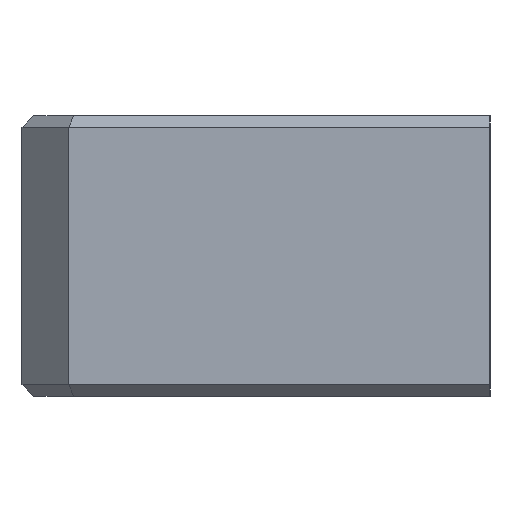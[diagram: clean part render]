
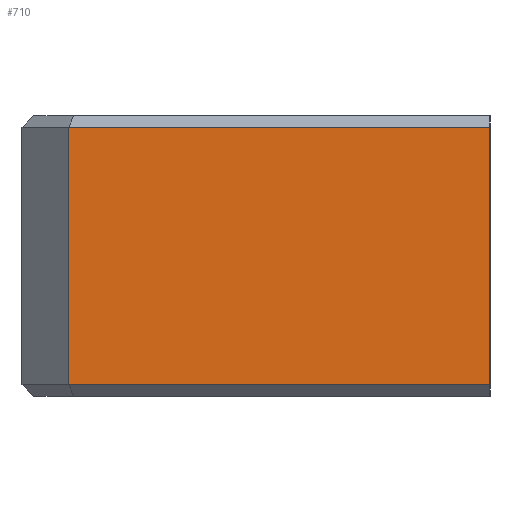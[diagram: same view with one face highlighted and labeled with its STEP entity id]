
A CAD part, left-side view. The second image highlights one B-rep face of the part: STEP entity #710.
In plain terms, the highlighted planar face has unit normal (-1, 0, 0).
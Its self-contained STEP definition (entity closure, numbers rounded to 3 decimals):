
#62=DIRECTION('',(0.,0.,1.));
#63=VECTOR('',#62,11.);
#64=CARTESIAN_POINT('',(0.,0.,0.5));
#65=LINE('',#64,#63);
#202=DIRECTION('',(0.,-1.,0.));
#203=VECTOR('',#202,18.);
#204=CARTESIAN_POINT('',(0.,18.,11.5));
#205=LINE('',#204,#203);
#206=DIRECTION('',(0.,-1.,0.));
#207=VECTOR('',#206,18.);
#208=CARTESIAN_POINT('',(0.,18.,0.5));
#209=LINE('',#208,#207);
#210=DIRECTION('',(0.,0.,1.));
#211=VECTOR('',#210,11.);
#212=CARTESIAN_POINT('',(0.,18.,0.5));
#213=LINE('',#212,#211);
#364=CARTESIAN_POINT('',(0.,18.,11.5));
#365=VERTEX_POINT('',#364);
#367=CARTESIAN_POINT('',(0.,0.,11.5));
#369=VERTEX_POINT('',#367);
#388=CARTESIAN_POINT('',(0.,18.,0.5));
#389=VERTEX_POINT('',#388);
#390=CARTESIAN_POINT('',(0.,0.,0.5));
#392=VERTEX_POINT('',#390);
#697=CARTESIAN_POINT('',(0.,0.,0.));
#698=DIRECTION('',(-1.,0.,0.));
#699=DIRECTION('',(0.,0.,1.));
#700=AXIS2_PLACEMENT_3D('',#697,#698,#699);
#701=PLANE('',#700);
#702=ORIENTED_EDGE('',*,*,#689,.T.);
#703=ORIENTED_EDGE('',*,*,#409,.F.);
#705=ORIENTED_EDGE('',*,*,#704,.F.);
#707=ORIENTED_EDGE('',*,*,#706,.T.);
#708=EDGE_LOOP('',(#702,#703,#705,#707));
#709=FACE_OUTER_BOUND('',#708,.F.);
#710=ADVANCED_FACE('',(#709),#701,.T.);
#409=EDGE_CURVE('',#392,#369,#65,.T.);
#689=EDGE_CURVE('',#365,#369,#205,.T.);
#704=EDGE_CURVE('',#389,#392,#209,.T.);
#706=EDGE_CURVE('',#389,#365,#213,.T.);
